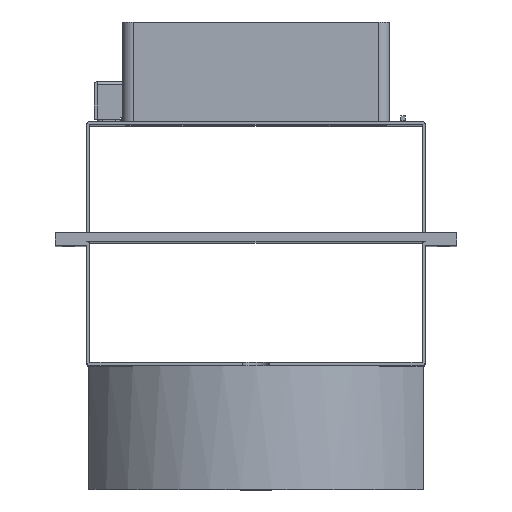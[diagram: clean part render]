
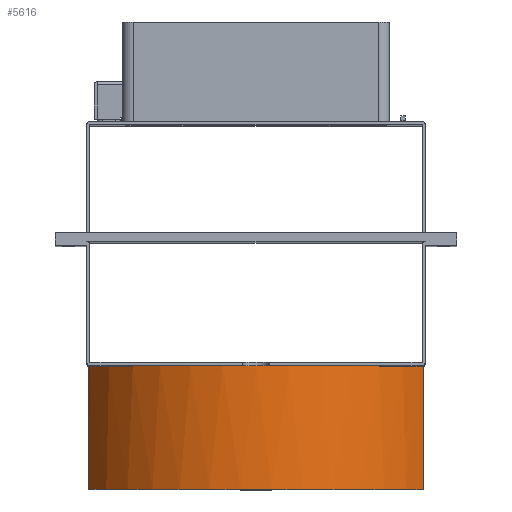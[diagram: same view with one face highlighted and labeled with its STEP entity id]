
A CAD part, top view. The second image highlights one B-rep face of the part: STEP entity #5616.
In plain terms, the highlighted cylindrical face has radius 86 mm (diameter 172 mm), a partial arc.
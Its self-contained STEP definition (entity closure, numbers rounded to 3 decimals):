
#750=CARTESIAN_POINT('',(0.,-55.5,0.));
#751=DIRECTION('',(0.,-1.,0.));
#752=DIRECTION('',(0.872,0.,0.489));
#753=AXIS2_PLACEMENT_3D('',#750,#751,#752);
#755=CARTESIAN_POINT('',(0.,-55.5,0.));
#756=DIRECTION('',(0.,-1.,0.));
#757=DIRECTION('',(-0.866,0.,0.5));
#758=AXIS2_PLACEMENT_3D('',#755,#756,#757);
#807=DIRECTION('',(0.,-1.,0.));
#808=VECTOR('',#807,55.373);
#809=CARTESIAN_POINT('',(-75.,-55.5,42.083));
#810=LINE('',#809,#808);
#811=DIRECTION('',(0.,-1.,0.));
#812=VECTOR('',#811,55.373);
#813=CARTESIAN_POINT('',(75.,-55.5,42.083));
#814=LINE('',#813,#812);
#815=CARTESIAN_POINT('',(0.,-55.5,0.));
#816=DIRECTION('',(0.,-1.,0.));
#817=DIRECTION('',(0.866,0.,0.5));
#818=AXIS2_PLACEMENT_3D('',#815,#816,#817);
#1905=CARTESIAN_POINT('',(0.,-110.873,0.));
#1906=DIRECTION('',(0.,-1.,0.));
#1907=DIRECTION('',(0.872,0.,0.489));
#1908=AXIS2_PLACEMENT_3D('',#1905,#1906,#1907);
#4271=CARTESIAN_POINT('',(75.,-55.5,42.083));
#4273=VERTEX_POINT('',#4271);
#4274=CARTESIAN_POINT('',(-75.,-55.5,42.083));
#4276=VERTEX_POINT('',#4274);
#4282=CARTESIAN_POINT('',(75.,-110.873,42.083));
#4283=VERTEX_POINT('',#4282);
#4284=CARTESIAN_POINT('',(-75.,-110.873,42.083));
#4285=VERTEX_POINT('',#4284);
#4303=CARTESIAN_POINT('',(74.5,-55.5,42.962));
#4305=VERTEX_POINT('',#4303);
#4310=CARTESIAN_POINT('',(-74.5,-55.5,42.962));
#4311=VERTEX_POINT('',#4310);
#5600=CARTESIAN_POINT('',(0.,-55.5,0.));
#5601=DIRECTION('',(0.,-1.,0.));
#5602=DIRECTION('',(1.,0.,0.));
#5603=AXIS2_PLACEMENT_3D('',#5600,#5601,#5602);
#5604=CYLINDRICAL_SURFACE('',#5603,86.);
#5606=ORIENTED_EDGE('',*,*,#5605,.F.);
#5607=ORIENTED_EDGE('',*,*,#5439,.F.);
#5609=ORIENTED_EDGE('',*,*,#5608,.T.);
#5611=ORIENTED_EDGE('',*,*,#5610,.T.);
#5612=ORIENTED_EDGE('',*,*,#5592,.F.);
#5613=ORIENTED_EDGE('',*,*,#5470,.F.);
#5614=EDGE_LOOP('',(#5606,#5607,#5609,#5611,#5612,#5613));
#5615=FACE_OUTER_BOUND('',#5614,.F.);
#5616=ADVANCED_FACE('',(#5615),#5604,.T.);
#754=CIRCLE('',#753,86.);
#759=CIRCLE('',#758,86.);
#819=CIRCLE('',#818,86.);
#1909=CIRCLE('',#1908,86.);
#5439=EDGE_CURVE('',#4273,#4305,#754,.T.);
#5470=EDGE_CURVE('',#4311,#4276,#759,.T.);
#5592=EDGE_CURVE('',#4276,#4285,#810,.T.);
#5605=EDGE_CURVE('',#4305,#4311,#819,.T.);
#5608=EDGE_CURVE('',#4273,#4283,#814,.T.);
#5610=EDGE_CURVE('',#4283,#4285,#1909,.T.);
